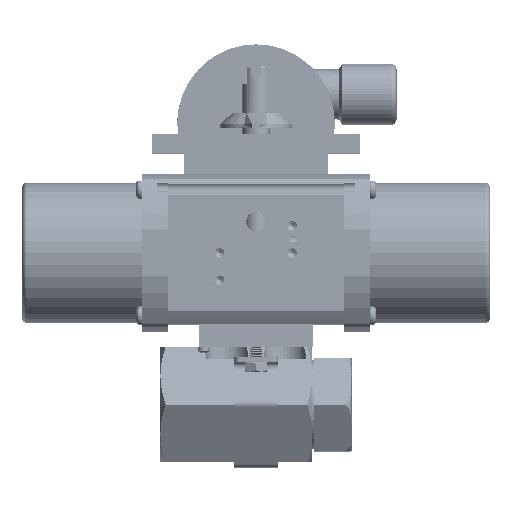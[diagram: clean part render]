
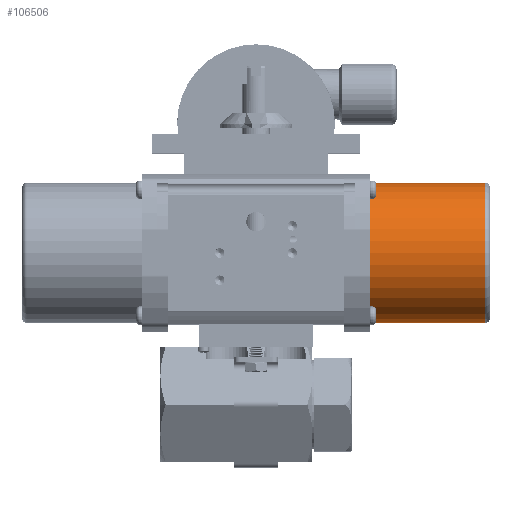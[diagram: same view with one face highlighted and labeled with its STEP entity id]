
A CAD part, top view. The second image highlights one B-rep face of the part: STEP entity #106506.
In plain terms, the highlighted cylindrical face has radius 30.963 mm (diameter 61.925 mm), a partial arc.
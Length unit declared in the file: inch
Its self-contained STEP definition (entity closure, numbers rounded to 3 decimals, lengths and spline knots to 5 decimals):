
#8165 = CARTESIAN_POINT ( 'NONE',  ( 1.7145, 1.417, 0. ) ) ;
#9059 = LINE ( 'NONE', #8165, #92005 ) ;
#13131 = EDGE_CURVE ( 'NONE', #30012, #54006, #28230, .T. ) ;
#17913 = EDGE_CURVE ( 'NONE', #170339, #113934, #24750, .T. ) ;
#18909 = EDGE_CURVE ( 'NONE', #30012, #113934, #9059, .T. ) ;
#20529 = CARTESIAN_POINT ( 'NONE',  ( 3.9725, 2.636, 0. ) ) ;
#23390 = CARTESIAN_POINT ( 'NONE',  ( 1.8575, 3.855, 0. ) ) ;
#23609 = DIRECTION ( 'NONE',  ( -1., 0., 0. ) ) ;
#24750 = CIRCLE ( 'NONE', #158986, 1.219 ) ;
#26456 = DIRECTION ( 'NONE',  ( 1., 0., 0. ) ) ;
#28230 = CIRCLE ( 'NONE', #158392, 1.219 ) ;
#30012 = VERTEX_POINT ( 'NONE', #152982 ) ;
#34354 = EDGE_CURVE ( 'NONE', #54006, #170339, #58782, .T. ) ;
#36373 = CARTESIAN_POINT ( 'NONE',  ( 1.8575, 1.417, 0. ) ) ;
#37185 = DIRECTION ( 'NONE',  ( 0., -1., 0. ) ) ;
#48715 = ORIENTED_EDGE ( 'NONE', *, *, #13131, .T. ) ;
#53548 = VECTOR ( 'NONE', #180162, 39.37008 ) ;
#54006 = VERTEX_POINT ( 'NONE', #193942 ) ;
#57022 = CARTESIAN_POINT ( 'NONE',  ( 1.7145, 2.636, 0. ) ) ;
#58782 = LINE ( 'NONE', #113661, #53548 ) ;
#67352 = FACE_OUTER_BOUND ( 'NONE', #175293, .T. ) ;
#89599 = DIRECTION ( 'NONE',  ( 0., 1., 0. ) ) ;
#92005 = VECTOR ( 'NONE', #189047, 39.37008 ) ;
#102434 = ORIENTED_EDGE ( 'NONE', *, *, #17913, .T. ) ;
#106506 = ADVANCED_FACE ( 'NONE', ( #67352 ), #150078, .T. ) ;
#108025 = AXIS2_PLACEMENT_3D ( 'NONE', #57022, #23609, #89599 ) ;
#108207 = ORIENTED_EDGE ( 'NONE', *, *, #18909, .F. ) ;
#113661 = CARTESIAN_POINT ( 'NONE',  ( 1.7145, 3.855, 0. ) ) ;
#113934 = VERTEX_POINT ( 'NONE', #36373 ) ;
#125729 = CARTESIAN_POINT ( 'NONE',  ( 1.8575, 2.636, 0. ) ) ;
#136387 = DIRECTION ( 'NONE',  ( -1., 0., 0. ) ) ;
#142372 = DIRECTION ( 'NONE',  ( 0., -1., 0. ) ) ;
#150078 = CYLINDRICAL_SURFACE ( 'NONE', #108025, 1.219 ) ;
#152982 = CARTESIAN_POINT ( 'NONE',  ( 3.9725, 1.417, 0. ) ) ;
#158392 = AXIS2_PLACEMENT_3D ( 'NONE', #20529, #136387, #37185 ) ;
#158986 = AXIS2_PLACEMENT_3D ( 'NONE', #125729, #26456, #142372 ) ;
#166053 = ORIENTED_EDGE ( 'NONE', *, *, #34354, .T. ) ;
#170339 = VERTEX_POINT ( 'NONE', #23390 ) ;
#175293 = EDGE_LOOP ( 'NONE', ( #108207, #48715, #166053, #102434 ) ) ;
#180162 = DIRECTION ( 'NONE',  ( -1., 0., 0. ) ) ;
#189047 = DIRECTION ( 'NONE',  ( -1., 0., 0. ) ) ;
#193942 = CARTESIAN_POINT ( 'NONE',  ( 3.9725, 3.855, 0. ) ) ;
